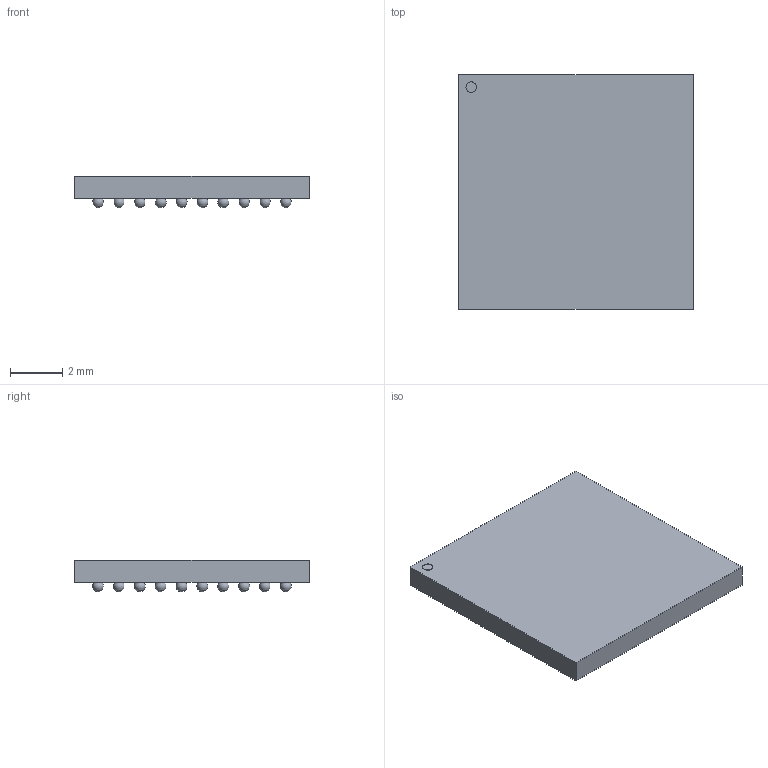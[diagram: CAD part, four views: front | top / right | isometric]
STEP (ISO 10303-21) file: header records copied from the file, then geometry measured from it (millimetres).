
FILE_DESCRIPTION(/* description */ ('model of BGA-64_10x10_9.0x9.0mm_Pitch0.8mm'),/* implementation_level */ '2;1');
FILE_NAME(/* name */ 'BGA-64_10x10_9.0x9.0mm_Pitch0.8mm.step',/* time_stamp */ '2017-04-23T16:29:35',/* author */ ('kicad StepUp','ksu'),/* organization */ ('FreeCAD'),/* preprocessor_version */ 'OCC',/* originating_system */ 'kicad StepUp',/* authorisation */ '');
FILE_SCHEMA(('AUTOMOTIVE_DESIGN_CC2 { 1 2 10303 214 -1 1 5 4 }'));
Length unit declared in the file: millimetre
Products named in the file (1): BGA_64_10x10_90x90mm_Pitch08mm
Bounding box: 9 x 9 x 1.21 mm (x, y, z)
Volume: 70.2 mm3; surface area: 207.3 mm2
Topology: 1 solids, 1 shells, 44 faces, 123 edges, 82 vertices
Faces by surface type: sphere 36, plane 7, cylinder 1
Full cylindrical faces by diameter (mm): 0.4 x1
Entity records: 1603 total; most frequent: DIRECTION 251, CARTESIAN_POINT 214, ORIENTED_EDGE 174, AXIS2_PLACEMENT_3D 119, EDGE_CURVE 87, VERTEX_POINT 82, FACE_BOUND 81, EDGE_LOOP 81
